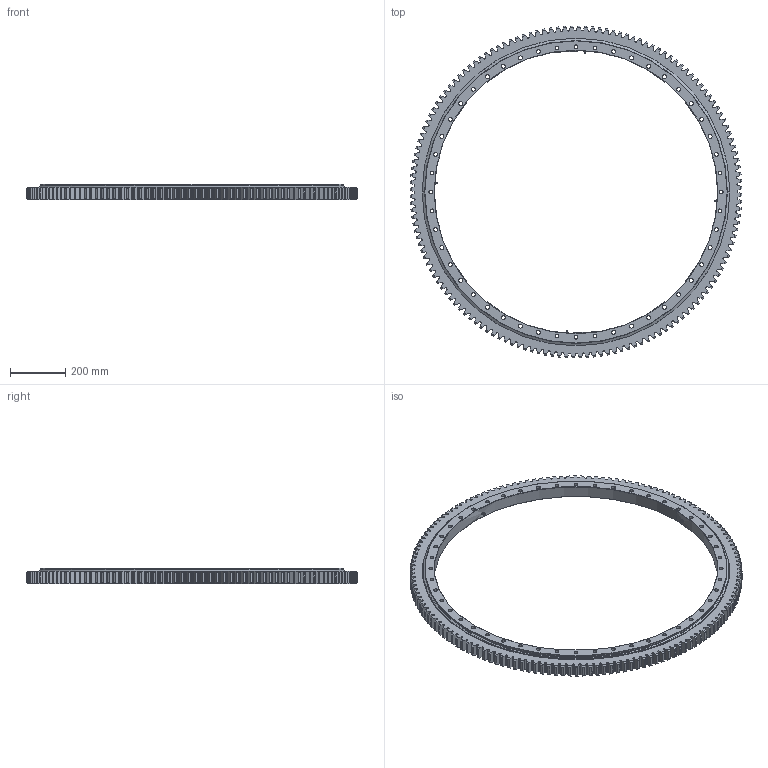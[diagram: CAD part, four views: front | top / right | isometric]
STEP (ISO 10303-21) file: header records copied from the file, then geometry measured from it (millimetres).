
FILE_DESCRIPTION (( 'STEP AP214' ), '1' );
FILE_NAME ('E.1200.20.00.B.STEP', '2016-07-22T11:10:50', ( '' ), ( '' ), 'SwSTEP 2.0', 'SolidWorks 2015', '' );
FILE_SCHEMA (( 'AUTOMOTIVE_DESIGN' ));
Length unit declared in the file: millimetre
Products named in the file (7): C.1198.B20B.A3N.0 - OR Seal; C.1198.B20B.A3N.0 - IR Seal; Ball D20; C.1198.B20B.A3N.0 - OR; C.1198.B20B.A3N.0 - IR; E.1200.20.00.B; Grease nipple M8x1mm
Assembly tree (155 placements, depth 2):
  E.1200.20.00.B
    C.1198.B20B.A3N.0 - IR
    C.1198.B20B.A3N.0 - OR
    Ball D20  x147
    C.1198.B20B.A3N.0 - IR Seal
    C.1198.B20B.A3N.0 - OR Seal
    Grease nipple M8x1mm  x4
Bounding box: 1198.02 x 1198.02 x 56 mm (x, y, z)
Volume: 11225401.9 mm3; surface area: 2016280.5 mm2
Topology: 155 solids, 155 shells, 2280 faces, 6687 edges, 4389 vertices
Faces by surface type: bspline 740, cone 476, cylinder 378, plane 350, sphere 294, torus 42
Entity records: 69780 total; most frequent: CARTESIAN_POINT 24134, ORIENTED_EDGE 10696, DIRECTION 6674, EDGE_CURVE 5348, VERTEX_POINT 3530, AXIS2_PLACEMENT_3D 2422, B_SPLINE_CURVE_WITH_KNOTS 2400, EDGE_LOOP 2048
